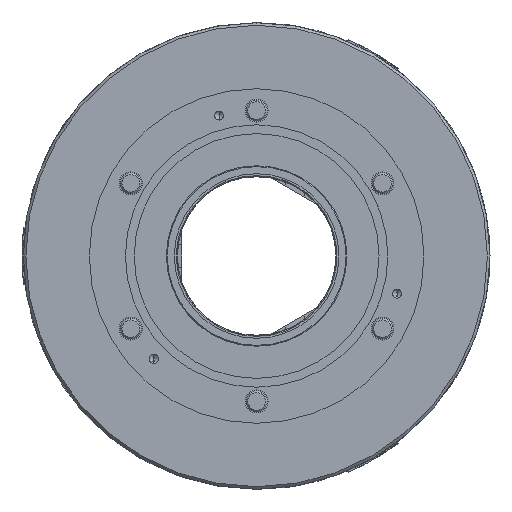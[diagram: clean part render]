
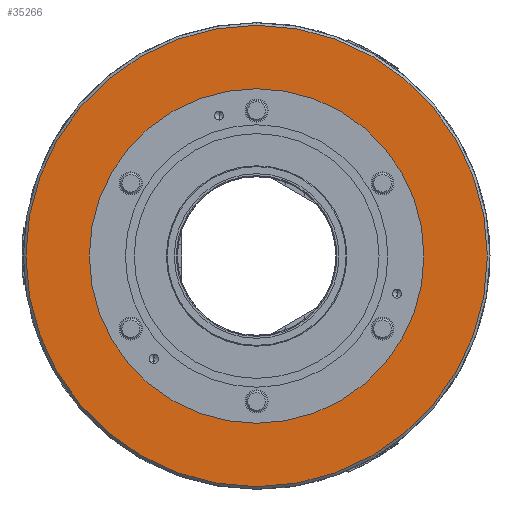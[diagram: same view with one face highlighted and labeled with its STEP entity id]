
A CAD part, left-side view. The second image highlights one B-rep face of the part: STEP entity #35266.
In plain terms, the highlighted planar face has unit normal (-1, 0, 0).
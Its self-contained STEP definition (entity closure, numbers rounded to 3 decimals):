
#455 = CARTESIAN_POINT ( 'NONE',  ( 0., 265., 0. ) ) ;
#1239 = CIRCLE ( 'NONE', #29294, 190. ) ;
#4215 = FACE_OUTER_BOUND ( 'NONE', #15370, .T. ) ;
#4544 = ORIENTED_EDGE ( 'NONE', *, *, #6807, .T. ) ;
#5197 = DIRECTION ( 'NONE',  ( 1., 0., 0. ) ) ;
#5408 = ORIENTED_EDGE ( 'NONE', *, *, #6447, .T. ) ;
#5760 = CARTESIAN_POINT ( 'NONE',  ( 0., 0., 262. ) ) ;
#6447 = EDGE_CURVE ( 'NONE', #13941, #20370, #46743, .T. ) ;
#6807 = EDGE_CURVE ( 'NONE', #22098, #33722, #9676, .T. ) ;
#7867 = CIRCLE ( 'NONE', #42314, 262. ) ;
#8286 = DIRECTION ( 'NONE',  ( 0., 0., 1. ) ) ;
#9676 = CIRCLE ( 'NONE', #9711, 262. ) ;
#9711 = AXIS2_PLACEMENT_3D ( 'NONE', #46445, #12074, #27376 ) ;
#12074 = DIRECTION ( 'NONE',  ( -1., 0., 0. ) ) ;
#12882 = DIRECTION ( 'NONE',  ( 0., 0., -1. ) ) ;
#13809 = CARTESIAN_POINT ( 'NONE',  ( 0., 0., 190. ) ) ;
#13941 = VERTEX_POINT ( 'NONE', #18692 ) ;
#15370 = EDGE_LOOP ( 'NONE', ( #4544, #33723 ) ) ;
#15733 = DIRECTION ( 'NONE',  ( -1., 0., 0. ) ) ;
#18691 = AXIS2_PLACEMENT_3D ( 'NONE', #31960, #47268, #12882 ) ;
#18692 = CARTESIAN_POINT ( 'NONE',  ( 0., 0., -190. ) ) ;
#19502 = FACE_BOUND ( 'NONE', #39006, .T. ) ;
#20370 = VERTEX_POINT ( 'NONE', #13809 ) ;
#20482 = DIRECTION ( 'NONE',  ( 0., 0., -1. ) ) ;
#22098 = VERTEX_POINT ( 'NONE', #41775 ) ;
#27346 = CARTESIAN_POINT ( 'NONE',  ( 0., 0., 0. ) ) ;
#27376 = DIRECTION ( 'NONE',  ( 0., 0., 1. ) ) ;
#28027 = CARTESIAN_POINT ( 'NONE',  ( 0., 0., 0. ) ) ;
#29294 = AXIS2_PLACEMENT_3D ( 'NONE', #28027, #5197, #20482 ) ;
#31067 = DIRECTION ( 'NONE',  ( 0., 0., 1. ) ) ;
#31960 = CARTESIAN_POINT ( 'NONE',  ( 0., 0., 0. ) ) ;
#33540 = EDGE_CURVE ( 'NONE', #33722, #22098, #7867, .T. ) ;
#33722 = VERTEX_POINT ( 'NONE', #5760 ) ;
#33723 = ORIENTED_EDGE ( 'NONE', *, *, #33540, .T. ) ;
#34825 = PLANE ( 'NONE',  #47292 ) ;
#35266 = ADVANCED_FACE ( 'NONE', ( #4215, #19502 ), #34825, .T. ) ;
#39006 = EDGE_LOOP ( 'NONE', ( #5408, #47473 ) ) ;
#41775 = CARTESIAN_POINT ( 'NONE',  ( 0., 0., -262. ) ) ;
#42314 = AXIS2_PLACEMENT_3D ( 'NONE', #27346, #42635, #8286 ) ;
#42635 = DIRECTION ( 'NONE',  ( -1., 0., 0. ) ) ;
#46050 = EDGE_CURVE ( 'NONE', #20370, #13941, #1239, .T. ) ;
#46445 = CARTESIAN_POINT ( 'NONE',  ( 0., 0., 0. ) ) ;
#46743 = CIRCLE ( 'NONE', #18691, 190. ) ;
#47268 = DIRECTION ( 'NONE',  ( 1., 0., 0. ) ) ;
#47292 = AXIS2_PLACEMENT_3D ( 'NONE', #455, #15733, #31067 ) ;
#47473 = ORIENTED_EDGE ( 'NONE', *, *, #46050, .T. ) ;
